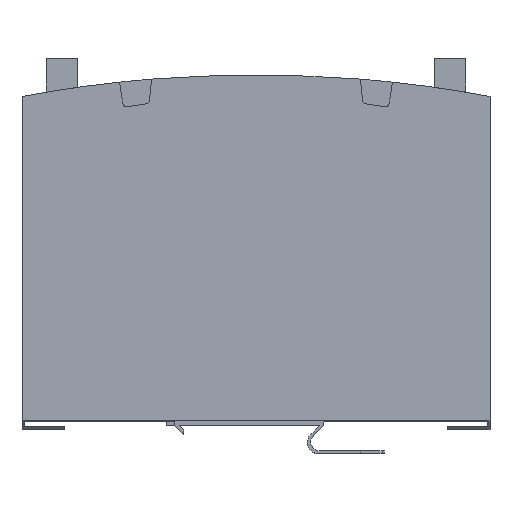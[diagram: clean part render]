
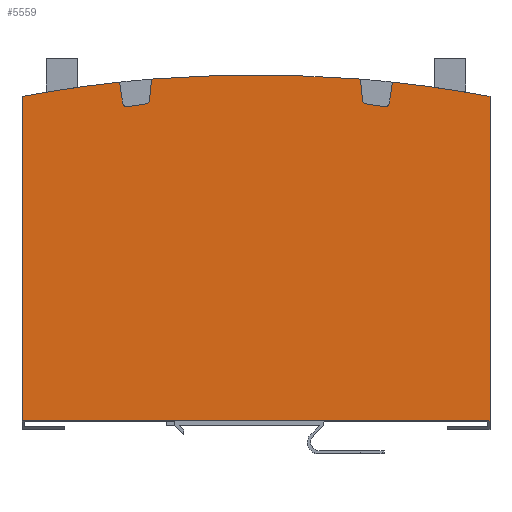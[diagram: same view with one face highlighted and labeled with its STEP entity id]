
A CAD part, top view. The second image highlights one B-rep face of the part: STEP entity #5559.
In plain terms, the highlighted planar face has unit normal (0, 0, 1).
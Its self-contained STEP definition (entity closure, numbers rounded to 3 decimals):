
#38 = EDGE_LOOP ( 'NONE', ( #4094, #23888, #23239, #9032, #2091, #18926, #20186, #9261, #13554, #4992, #28088, #19308, #16367, #15854, #23911, #29456 ) ) ;
#326 = CIRCLE ( 'NONE', #17996, 300.6 ) ;
#331 = LINE ( 'NONE', #20517, #12854 ) ;
#384 = CARTESIAN_POINT ( 'NONE',  ( 55.1, -258.85, 33.2 ) ) ;
#456 = VERTEX_POINT ( 'NONE', #21412 ) ;
#473 = CARTESIAN_POINT ( 'NONE',  ( 25.106, 35.773, 33.2 ) ) ;
#557 = DIRECTION ( 'NONE',  ( 0., 0., -1. ) ) ;
#790 = LINE ( 'NONE', #10737, #6983 ) ;
#991 = CARTESIAN_POINT ( 'NONE',  ( 32.13, 40.028, 33.2 ) ) ;
#1150 = DIRECTION ( 'NONE',  ( -0.149, -0.989, 0. ) ) ;
#1179 = CARTESIAN_POINT ( 'NONE',  ( -55.1, -258.85, 33.2 ) ) ;
#1433 = DIRECTION ( 'NONE',  ( -0.989, 0.149, 0. ) ) ;
#1505 = PLANE ( 'NONE',  #8368 ) ;
#1761 = VECTOR ( 'NONE', #25627, 1000. ) ;
#1820 = FACE_OUTER_BOUND ( 'NONE', #38, .T. ) ;
#1830 = EDGE_CURVE ( 'NONE', #27007, #12143, #20412, .T. ) ;
#1864 = EDGE_CURVE ( 'NONE', #18086, #15442, #11518, .T. ) ;
#1949 = VERTEX_POINT ( 'NONE', #28366 ) ;
#2091 = ORIENTED_EDGE ( 'NONE', *, *, #30204, .T. ) ;
#2225 = EDGE_CURVE ( 'NONE', #25210, #13631, #11840, .T. ) ;
#2338 = LINE ( 'NONE', #19927, #24711 ) ;
#2917 = CARTESIAN_POINT ( 'NONE',  ( -55.1, -39.75, 33.2 ) ) ;
#3314 = AXIS2_PLACEMENT_3D ( 'NONE', #13201, #13362, #18077 ) ;
#3356 = DIRECTION ( 'NONE',  ( 0., 0., 1. ) ) ;
#3444 = LINE ( 'NONE', #991, #15898 ) ;
#3731 = AXIS2_PLACEMENT_3D ( 'NONE', #18131, #28048, #31123 ) ;
#4094 = ORIENTED_EDGE ( 'NONE', *, *, #1830, .T. ) ;
#4347 = CIRCLE ( 'NONE', #3314, 300.6 ) ;
#4866 = CIRCLE ( 'NONE', #31373, 1. ) ;
#4992 = ORIENTED_EDGE ( 'NONE', *, *, #2225, .T. ) ;
#5075 = DIRECTION ( 'NONE',  ( 0., 0., 1. ) ) ;
#5237 = CARTESIAN_POINT ( 'NONE',  ( 0., -258.85, 33.2 ) ) ;
#5559 = ADVANCED_FACE ( 'NONE', ( #1820 ), #1505, .T. ) ;
#5729 = VERTEX_POINT ( 'NONE', #22316 ) ;
#6094 = DIRECTION ( 'NONE',  ( 0., 0., -1. ) ) ;
#6897 = EDGE_CURVE ( 'NONE', #15442, #456, #29974, .T. ) ;
#6983 = VECTOR ( 'NONE', #13344, 1000. ) ;
#7044 = CARTESIAN_POINT ( 'NONE',  ( 31.386, 35.084, 33.2 ) ) ;
#7483 = CARTESIAN_POINT ( 'NONE',  ( 24.572, 40.744, 33.2 ) ) ;
#8368 = AXIS2_PLACEMENT_3D ( 'NONE', #11441, #21217, #31116 ) ;
#8487 = EDGE_CURVE ( 'NONE', #13631, #18086, #331, .T. ) ;
#9032 = ORIENTED_EDGE ( 'NONE', *, *, #21170, .T. ) ;
#9182 = CARTESIAN_POINT ( 'NONE',  ( 30.397, 35.233, 33.2 ) ) ;
#9252 = CARTESIAN_POINT ( 'NONE',  ( -25.106, 35.773, 33.2 ) ) ;
#9261 = ORIENTED_EDGE ( 'NONE', *, *, #17083, .T. ) ;
#9380 = VERTEX_POINT ( 'NONE', #7483 ) ;
#9514 = EDGE_CURVE ( 'NONE', #31474, #27007, #2338, .T. ) ;
#9546 = EDGE_CURVE ( 'NONE', #14804, #10469, #11230, .T. ) ;
#9652 = DIRECTION ( 'NONE',  ( -0.149, 0.989, 0. ) ) ;
#9877 = EDGE_CURVE ( 'NONE', #456, #1949, #326, .T. ) ;
#9891 = DIRECTION ( 'NONE',  ( 1., 0., 0. ) ) ;
#10324 = DIRECTION ( 'NONE',  ( 0., 1., 0. ) ) ;
#10469 = VERTEX_POINT ( 'NONE', #473 ) ;
#10737 = CARTESIAN_POINT ( 'NONE',  ( -24.572, 40.744, 33.2 ) ) ;
#11230 = CIRCLE ( 'NONE', #14867, 1. ) ;
#11325 = DIRECTION ( 'NONE',  ( -1., 0., 0. ) ) ;
#11441 = CARTESIAN_POINT ( 'NONE',  ( 0., -258.85, 33.2 ) ) ;
#11518 = CIRCLE ( 'NONE', #3731, 1. ) ;
#11840 = CIRCLE ( 'NONE', #30003, 1. ) ;
#12143 = VERTEX_POINT ( 'NONE', #18152 ) ;
#12854 = VECTOR ( 'NONE', #25557, 1000. ) ;
#12895 = CARTESIAN_POINT ( 'NONE',  ( 25.952, 34.891, 33.2 ) ) ;
#13201 = CARTESIAN_POINT ( 'NONE',  ( 0., -258.85, 33.2 ) ) ;
#13332 = CARTESIAN_POINT ( 'NONE',  ( -31.386, 35.084, 33.2 ) ) ;
#13344 = DIRECTION ( 'NONE',  ( -0.107, -0.994, 0. ) ) ;
#13362 = DIRECTION ( 'NONE',  ( 0., 0., 1. ) ) ;
#13554 = ORIENTED_EDGE ( 'NONE', *, *, #25161, .T. ) ;
#13631 = VERTEX_POINT ( 'NONE', #22643 ) ;
#13773 = CARTESIAN_POINT ( 'NONE',  ( 0., -258.85, 33.2 ) ) ;
#13917 = CARTESIAN_POINT ( 'NONE',  ( 55.1, -39.75, 33.2 ) ) ;
#14804 = VERTEX_POINT ( 'NONE', #12895 ) ;
#14867 = AXIS2_PLACEMENT_3D ( 'NONE', #22535, #557, #27727 ) ;
#15442 = VERTEX_POINT ( 'NONE', #13332 ) ;
#15854 = ORIENTED_EDGE ( 'NONE', *, *, #9877, .T. ) ;
#15898 = VECTOR ( 'NONE', #1150, 1000. ) ;
#16030 = DIRECTION ( 'NONE',  ( 1., 0., 0. ) ) ;
#16326 = DIRECTION ( 'NONE',  ( 0., -1., 0. ) ) ;
#16367 = ORIENTED_EDGE ( 'NONE', *, *, #6897, .T. ) ;
#17083 = EDGE_CURVE ( 'NONE', #9380, #5729, #18259, .T. ) ;
#17525 = CARTESIAN_POINT ( 'NONE',  ( -30.248, 34.244, 33.2 ) ) ;
#17996 = AXIS2_PLACEMENT_3D ( 'NONE', #5237, #5075, #22496 ) ;
#18077 = DIRECTION ( 'NONE',  ( -1., 0., 0. ) ) ;
#18086 = VERTEX_POINT ( 'NONE', #17525 ) ;
#18131 = CARTESIAN_POINT ( 'NONE',  ( -30.397, 35.233, 33.2 ) ) ;
#18152 = CARTESIAN_POINT ( 'NONE',  ( 55.1, 36.657, 33.2 ) ) ;
#18259 = CIRCLE ( 'NONE', #23425, 300.6 ) ;
#18416 = VERTEX_POINT ( 'NONE', #23334 ) ;
#18926 = ORIENTED_EDGE ( 'NONE', *, *, #9546, .T. ) ;
#19308 = ORIENTED_EDGE ( 'NONE', *, *, #1864, .T. ) ;
#19896 = CARTESIAN_POINT ( 'NONE',  ( -31.386, 35.084, 33.2 ) ) ;
#19927 = CARTESIAN_POINT ( 'NONE',  ( 0., -39.75, 33.2 ) ) ;
#20186 = ORIENTED_EDGE ( 'NONE', *, *, #21133, .T. ) ;
#20412 = LINE ( 'NONE', #384, #31776 ) ;
#20517 = CARTESIAN_POINT ( 'NONE',  ( -25.952, 34.891, 33.2 ) ) ;
#21133 = EDGE_CURVE ( 'NONE', #10469, #9380, #28227, .T. ) ;
#21170 = EDGE_CURVE ( 'NONE', #27022, #18416, #4866, .T. ) ;
#21217 = DIRECTION ( 'NONE',  ( 0., 0., 1. ) ) ;
#21412 = CARTESIAN_POINT ( 'NONE',  ( -32.13, 40.028, 33.2 ) ) ;
#22316 = CARTESIAN_POINT ( 'NONE',  ( -24.572, 40.744, 33.2 ) ) ;
#22496 = DIRECTION ( 'NONE',  ( -1., 0., 0. ) ) ;
#22535 = CARTESIAN_POINT ( 'NONE',  ( 26.101, 35.879, 33.2 ) ) ;
#22643 = CARTESIAN_POINT ( 'NONE',  ( -25.952, 34.891, 33.2 ) ) ;
#22685 = VECTOR ( 'NONE', #9652, 1000. ) ;
#22900 = EDGE_CURVE ( 'NONE', #12143, #29090, #4347, .T. ) ;
#23239 = ORIENTED_EDGE ( 'NONE', *, *, #24805, .T. ) ;
#23334 = CARTESIAN_POINT ( 'NONE',  ( 30.248, 34.244, 33.2 ) ) ;
#23425 = AXIS2_PLACEMENT_3D ( 'NONE', #13773, #3356, #11325 ) ;
#23888 = ORIENTED_EDGE ( 'NONE', *, *, #22900, .T. ) ;
#23911 = ORIENTED_EDGE ( 'NONE', *, *, #28291, .T. ) ;
#24690 = CARTESIAN_POINT ( 'NONE',  ( -26.101, 35.879, 33.2 ) ) ;
#24711 = VECTOR ( 'NONE', #27560, 1000. ) ;
#24805 = EDGE_CURVE ( 'NONE', #29090, #27022, #3444, .T. ) ;
#25161 = EDGE_CURVE ( 'NONE', #5729, #25210, #790, .T. ) ;
#25210 = VERTEX_POINT ( 'NONE', #9252 ) ;
#25303 = CARTESIAN_POINT ( 'NONE',  ( 25.106, 35.773, 33.2 ) ) ;
#25352 = VECTOR ( 'NONE', #16326, 1000. ) ;
#25557 = DIRECTION ( 'NONE',  ( -0.989, -0.149, 0. ) ) ;
#25627 = DIRECTION ( 'NONE',  ( -0.107, 0.994, 0. ) ) ;
#26326 = LINE ( 'NONE', #28607, #29043 ) ;
#26951 = CARTESIAN_POINT ( 'NONE',  ( 32.13, 40.028, 33.2 ) ) ;
#27007 = VERTEX_POINT ( 'NONE', #13917 ) ;
#27022 = VERTEX_POINT ( 'NONE', #7044 ) ;
#27560 = DIRECTION ( 'NONE',  ( 1., 0., 0. ) ) ;
#27727 = DIRECTION ( 'NONE',  ( 1., 0., 0. ) ) ;
#28048 = DIRECTION ( 'NONE',  ( 0., 0., -1. ) ) ;
#28088 = ORIENTED_EDGE ( 'NONE', *, *, #8487, .T. ) ;
#28227 = LINE ( 'NONE', #25303, #1761 ) ;
#28291 = EDGE_CURVE ( 'NONE', #1949, #31474, #29152, .T. ) ;
#28366 = CARTESIAN_POINT ( 'NONE',  ( -55.1, 36.657, 33.2 ) ) ;
#28607 = CARTESIAN_POINT ( 'NONE',  ( 30.248, 34.244, 33.2 ) ) ;
#29043 = VECTOR ( 'NONE', #1433, 1000. ) ;
#29090 = VERTEX_POINT ( 'NONE', #26951 ) ;
#29152 = LINE ( 'NONE', #1179, #25352 ) ;
#29456 = ORIENTED_EDGE ( 'NONE', *, *, #9514, .T. ) ;
#29974 = LINE ( 'NONE', #19896, #22685 ) ;
#30003 = AXIS2_PLACEMENT_3D ( 'NONE', #24690, #32163, #9891 ) ;
#30204 = EDGE_CURVE ( 'NONE', #18416, #14804, #26326, .T. ) ;
#31116 = DIRECTION ( 'NONE',  ( 1., 0., 0. ) ) ;
#31123 = DIRECTION ( 'NONE',  ( 1., 0., 0. ) ) ;
#31373 = AXIS2_PLACEMENT_3D ( 'NONE', #9182, #6094, #16030 ) ;
#31474 = VERTEX_POINT ( 'NONE', #2917 ) ;
#31776 = VECTOR ( 'NONE', #10324, 1000. ) ;
#32163 = DIRECTION ( 'NONE',  ( 0., 0., -1. ) ) ;
